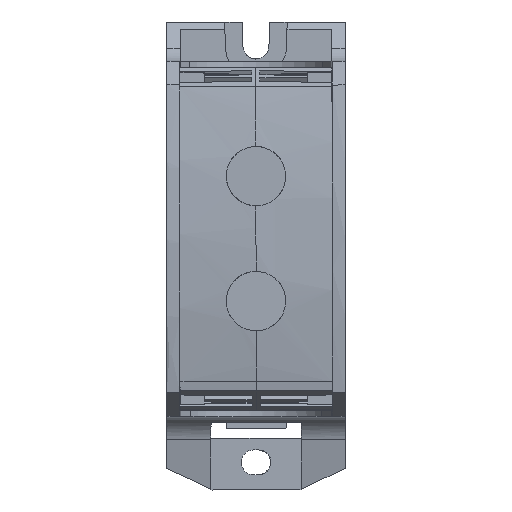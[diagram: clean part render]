
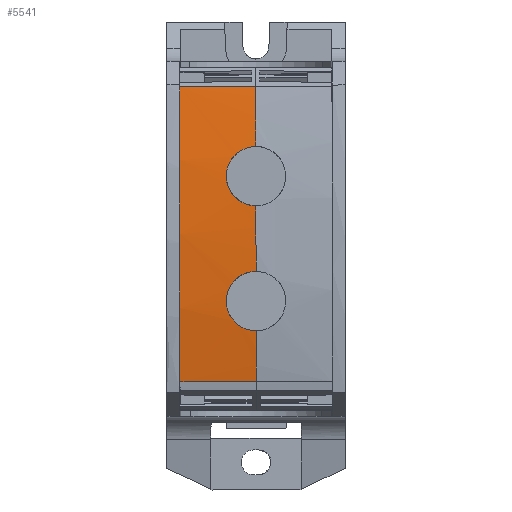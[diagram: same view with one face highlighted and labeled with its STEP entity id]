
A CAD part, top view. The second image highlights one B-rep face of the part: STEP entity #5541.
In plain terms, the highlighted conical face has half-angle 0.5 degrees and reference radius 218.7 mm.
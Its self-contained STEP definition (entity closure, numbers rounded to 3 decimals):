
#4237=AXIS2_PLACEMENT_3D('Cone Axis2P3D',#4234,#4235,#4236) ;
#4307=AXIS2_PLACEMENT_3D('Circle Axis2P3D',#4305,#4306,$) ;
#5047=AXIS2_PLACEMENT_3D('Circle Axis2P3D',#5045,#5046,$) ;
#5054=AXIS2_PLACEMENT_3D('Circle Axis2P3D',#5052,#5053,$) ;
#5107=AXIS2_PLACEMENT_3D('Circle Axis2P3D',#5105,#5106,$) ;
#5160=AXIS2_PLACEMENT_3D('Circle Axis2P3D',#5158,#5159,$) ;
#4133=CARTESIAN_POINT('Vertex',(22.522,27.153,79.2)) ;
#4234=CARTESIAN_POINT('Axis2P3D Location',(22.513,63.253,-136.5)) ;
#4239=CARTESIAN_POINT('Line Origine',(2487397.854,-2954.758,21488.422)) ;
#4243=CARTESIAN_POINT('Vertex',(3.349,27.176,79.035)) ;
#4305=CARTESIAN_POINT('Axis2P3D Location',(3.34,63.248,-136.5)) ;
#4309=CARTESIAN_POINT('Vertex',(3.331,101.569,78.647)) ;
#4979=CARTESIAN_POINT('Vertex',(22.504,101.671,78.799)) ;
#5045=CARTESIAN_POINT('Axis2P3D Location',(22.513,63.253,-136.5)) ;
#5049=CARTESIAN_POINT('Vertex',(22.506,94.003,80.027)) ;
#5052=CARTESIAN_POINT('Axis2P3D Location',(22.513,63.253,-136.5)) ;
#5056=CARTESIAN_POINT('Vertex',(22.508,86.492,80.962)) ;
#5102=CARTESIAN_POINT('Vertex',(22.511,71.519,82.044)) ;
#5105=CARTESIAN_POINT('Axis2P3D Location',(22.513,63.253,-136.5)) ;
#5109=CARTESIAN_POINT('Vertex',(22.515,54.987,82.044)) ;
#5155=CARTESIAN_POINT('Vertex',(22.519,40.013,80.962)) ;
#5158=CARTESIAN_POINT('Axis2P3D Location',(22.513,63.253,-136.5)) ;
#5429=CARTESIAN_POINT('Control Point',(22.519,40.013,80.962)) ;
#5430=CARTESIAN_POINT('Control Point',(21.605,40.013,80.954)) ;
#5431=CARTESIAN_POINT('Control Point',(20.69,40.16,80.961)) ;
#5432=CARTESIAN_POINT('Control Point',(19.79,40.458,80.986)) ;
#5433=CARTESIAN_POINT('Control Point',(18.928,40.929,81.026)) ;
#5434=CARTESIAN_POINT('Vertex',(18.928,40.929,81.026)) ;
#5438=CARTESIAN_POINT('Control Point',(18.928,40.929,81.026)) ;
#5439=CARTESIAN_POINT('Control Point',(17.963,41.456,81.072)) ;
#5440=CARTESIAN_POINT('Control Point',(17.052,42.196,81.138)) ;
#5441=CARTESIAN_POINT('Control Point',(16.219,43.213,81.229)) ;
#5442=CARTESIAN_POINT('Control Point',(15.654,44.508,81.335)) ;
#5443=CARTESIAN_POINT('Vertex',(15.654,44.508,81.335)) ;
#5447=CARTESIAN_POINT('Control Point',(15.654,44.508,81.335)) ;
#5448=CARTESIAN_POINT('Control Point',(15.283,45.358,81.405)) ;
#5449=CARTESIAN_POINT('Control Point',(15.021,46.314,81.481)) ;
#5450=CARTESIAN_POINT('Control Point',(14.923,47.359,81.559)) ;
#5451=CARTESIAN_POINT('Control Point',(15.02,48.392,81.631)) ;
#5452=CARTESIAN_POINT('Control Point',(15.26,49.339,81.694)) ;
#5453=CARTESIAN_POINT('Vertex',(15.26,49.339,81.694)) ;
#5457=CARTESIAN_POINT('Control Point',(15.26,49.339,81.694)) ;
#5458=CARTESIAN_POINT('Control Point',(15.604,50.696,81.783)) ;
#5459=CARTESIAN_POINT('Control Point',(16.268,51.863,81.852)) ;
#5460=CARTESIAN_POINT('Control Point',(17.054,52.734,81.9)) ;
#5461=CARTESIAN_POINT('Control Point',(17.913,53.403,81.938)) ;
#5462=CARTESIAN_POINT('Vertex',(17.913,53.403,81.938)) ;
#5466=CARTESIAN_POINT('Control Point',(17.913,53.403,81.938)) ;
#5467=CARTESIAN_POINT('Control Point',(18.974,54.232,81.985)) ;
#5468=CARTESIAN_POINT('Control Point',(20.14,54.734,82.013)) ;
#5469=CARTESIAN_POINT('Control Point',(21.326,54.986,82.033)) ;
#5470=CARTESIAN_POINT('Control Point',(22.515,54.987,82.044)) ;
#5473=CARTESIAN_POINT('Control Point',(17.908,73.1,81.938)) ;
#5474=CARTESIAN_POINT('Control Point',(18.97,72.272,81.985)) ;
#5475=CARTESIAN_POINT('Control Point',(20.136,71.77,82.013)) ;
#5476=CARTESIAN_POINT('Control Point',(21.322,71.518,82.033)) ;
#5477=CARTESIAN_POINT('Control Point',(22.511,71.519,82.044)) ;
#5478=CARTESIAN_POINT('Vertex',(17.908,73.1,81.938)) ;
#5482=CARTESIAN_POINT('Control Point',(15.253,77.163,81.694)) ;
#5483=CARTESIAN_POINT('Control Point',(15.598,75.806,81.783)) ;
#5484=CARTESIAN_POINT('Control Point',(16.262,74.639,81.852)) ;
#5485=CARTESIAN_POINT('Control Point',(17.049,73.769,81.9)) ;
#5486=CARTESIAN_POINT('Control Point',(17.908,73.1,81.938)) ;
#5487=CARTESIAN_POINT('Vertex',(15.253,77.163,81.694)) ;
#5491=CARTESIAN_POINT('Control Point',(15.645,81.994,81.335)) ;
#5492=CARTESIAN_POINT('Control Point',(15.275,81.143,81.405)) ;
#5493=CARTESIAN_POINT('Control Point',(15.013,80.188,81.481)) ;
#5494=CARTESIAN_POINT('Control Point',(14.916,79.143,81.559)) ;
#5495=CARTESIAN_POINT('Control Point',(15.013,78.11,81.631)) ;
#5496=CARTESIAN_POINT('Control Point',(15.253,77.163,81.694)) ;
#5497=CARTESIAN_POINT('Vertex',(15.645,81.994,81.335)) ;
#5501=CARTESIAN_POINT('Control Point',(18.917,85.574,81.026)) ;
#5502=CARTESIAN_POINT('Control Point',(17.952,85.047,81.072)) ;
#5503=CARTESIAN_POINT('Control Point',(17.042,84.307,81.138)) ;
#5504=CARTESIAN_POINT('Control Point',(16.209,83.29,81.229)) ;
#5505=CARTESIAN_POINT('Control Point',(15.645,81.994,81.335)) ;
#5506=CARTESIAN_POINT('Vertex',(18.917,85.574,81.026)) ;
#5510=CARTESIAN_POINT('Control Point',(22.508,86.492,80.962)) ;
#5511=CARTESIAN_POINT('Control Point',(21.594,86.492,80.954)) ;
#5512=CARTESIAN_POINT('Control Point',(20.679,86.345,80.961)) ;
#5513=CARTESIAN_POINT('Control Point',(19.779,86.046,80.986)) ;
#5514=CARTESIAN_POINT('Control Point',(18.917,85.574,81.026)) ;
#5517=CARTESIAN_POINT('Control Point',(3.331,101.569,78.647)) ;
#5518=CARTESIAN_POINT('Control Point',(9.722,101.603,78.697)) ;
#5519=CARTESIAN_POINT('Control Point',(16.113,101.637,78.748)) ;
#5520=CARTESIAN_POINT('Control Point',(22.504,101.671,78.799)) ;
#4235=DIRECTION('Axis2P3D Direction',(1.,0.,0.)) ;
#4236=DIRECTION('Axis2P3D XDirection',(0.,-0.165,0.986)) ;
#4240=DIRECTION('Vector Direction',(1.,-0.001,0.009)) ;
#4306=DIRECTION('Axis2P3D Direction',(1.,0.,0.)) ;
#5046=DIRECTION('Axis2P3D Direction',(-1.,0.,0.)) ;
#5053=DIRECTION('Axis2P3D Direction',(-1.,0.,0.)) ;
#5106=DIRECTION('Axis2P3D Direction',(-1.,0.,0.)) ;
#5159=DIRECTION('Axis2P3D Direction',(-1.,0.,0.)) ;
#4241=VECTOR('Line Direction',#4240,1.) ;
#5523=ORIENTED_EDGE('',*,*,#4311,.T.) ;
#5524=ORIENTED_EDGE('',*,*,#4245,.F.) ;
#5525=ORIENTED_EDGE('',*,*,#5162,.F.) ;
#5526=ORIENTED_EDGE('',*,*,#5436,.T.) ;
#5527=ORIENTED_EDGE('',*,*,#5445,.T.) ;
#5528=ORIENTED_EDGE('',*,*,#5455,.T.) ;
#5529=ORIENTED_EDGE('',*,*,#5464,.T.) ;
#5530=ORIENTED_EDGE('',*,*,#5471,.T.) ;
#5531=ORIENTED_EDGE('',*,*,#5111,.F.) ;
#5532=ORIENTED_EDGE('',*,*,#5480,.F.) ;
#5533=ORIENTED_EDGE('',*,*,#5489,.F.) ;
#5534=ORIENTED_EDGE('',*,*,#5499,.F.) ;
#5535=ORIENTED_EDGE('',*,*,#5508,.F.) ;
#5536=ORIENTED_EDGE('',*,*,#5515,.F.) ;
#5537=ORIENTED_EDGE('',*,*,#5058,.F.) ;
#5538=ORIENTED_EDGE('',*,*,#5051,.F.) ;
#5539=ORIENTED_EDGE('',*,*,#5521,.F.) ;
#5541=ADVANCED_FACE('Koerper.2',(#5540),#4238,.T.) ;
#5428=B_SPLINE_CURVE_WITH_KNOTS('',4,(#5429,#5430,#5431,#5432,#5433),.UNSPECIFIED.,.F.,.U.,(5,5),(0.,5.241),.UNSPECIFIED.) ;
#5437=B_SPLINE_CURVE_WITH_KNOTS('',4,(#5438,#5439,#5440,#5441,#5442),.UNSPECIFIED.,.F.,.U.,(5,5),(0.,6.235),.UNSPECIFIED.) ;
#5446=B_SPLINE_CURVE_WITH_KNOTS('',5,(#5447,#5448,#5449,#5450,#5451,#5452),.UNSPECIFIED.,.F.,.U.,(6,6),(0.,5.571),.UNSPECIFIED.) ;
#5456=B_SPLINE_CURVE_WITH_KNOTS('',4,(#5457,#5458,#5459,#5460,#5461),.UNSPECIFIED.,.F.,.U.,(5,5),(0.,6.006),.UNSPECIFIED.) ;
#5465=B_SPLINE_CURVE_WITH_KNOTS('',4,(#5466,#5467,#5468,#5469,#5470),.UNSPECIFIED.,.F.,.U.,(5,5),(0.,6.865),.UNSPECIFIED.) ;
#5472=B_SPLINE_CURVE_WITH_KNOTS('',4,(#5473,#5474,#5475,#5476,#5477),.UNSPECIFIED.,.F.,.U.,(5,5),(0.,6.865),.UNSPECIFIED.) ;
#5481=B_SPLINE_CURVE_WITH_KNOTS('',4,(#5482,#5483,#5484,#5485,#5486),.UNSPECIFIED.,.F.,.U.,(5,5),(0.,6.006),.UNSPECIFIED.) ;
#5490=B_SPLINE_CURVE_WITH_KNOTS('',5,(#5491,#5492,#5493,#5494,#5495,#5496),.UNSPECIFIED.,.F.,.U.,(6,6),(0.,5.571),.UNSPECIFIED.) ;
#5500=B_SPLINE_CURVE_WITH_KNOTS('',4,(#5501,#5502,#5503,#5504,#5505),.UNSPECIFIED.,.F.,.U.,(5,5),(0.,6.235),.UNSPECIFIED.) ;
#5509=B_SPLINE_CURVE_WITH_KNOTS('',4,(#5510,#5511,#5512,#5513,#5514),.UNSPECIFIED.,.F.,.U.,(5,5),(0.,5.241),.UNSPECIFIED.) ;
#5516=B_SPLINE_CURVE_WITH_KNOTS('',3,(#5517,#5518,#5519,#5520),.UNSPECIFIED.,.F.,.U.,(4,4),(0.,27.116),.UNSPECIFIED.) ;
#4308=CIRCLE('generated circle',#4307,218.533) ;
#5048=CIRCLE('generated circle',#5047,218.7) ;
#5055=CIRCLE('generated circle',#5054,218.7) ;
#5108=CIRCLE('generated circle',#5107,218.7) ;
#5161=CIRCLE('generated circle',#5160,218.7) ;
#4238=CONICAL_SURFACE('Cone',#4237,218.7,0.009) ;
#4245=EDGE_CURVE('',#4134,#4244,#4242,.F.) ;
#4311=EDGE_CURVE('',#4310,#4244,#4308,.T.) ;
#5051=EDGE_CURVE('',#4980,#5050,#5048,.F.) ;
#5058=EDGE_CURVE('',#5050,#5057,#5055,.F.) ;
#5111=EDGE_CURVE('',#5103,#5110,#5108,.F.) ;
#5162=EDGE_CURVE('',#5156,#4134,#5161,.F.) ;
#5436=EDGE_CURVE('',#5156,#5435,#5428,.T.) ;
#5445=EDGE_CURVE('',#5435,#5444,#5437,.T.) ;
#5455=EDGE_CURVE('',#5444,#5454,#5446,.T.) ;
#5464=EDGE_CURVE('',#5454,#5463,#5456,.T.) ;
#5471=EDGE_CURVE('',#5463,#5110,#5465,.T.) ;
#5480=EDGE_CURVE('',#5479,#5103,#5472,.T.) ;
#5489=EDGE_CURVE('',#5488,#5479,#5481,.T.) ;
#5499=EDGE_CURVE('',#5498,#5488,#5490,.T.) ;
#5508=EDGE_CURVE('',#5507,#5498,#5500,.T.) ;
#5515=EDGE_CURVE('',#5057,#5507,#5509,.T.) ;
#5521=EDGE_CURVE('',#4310,#4980,#5516,.T.) ;
#5522=EDGE_LOOP('',(#5523,#5524,#5525,#5526,#5527,#5528,#5529,#5530,#5531,#5532,#5533,#5534,#5535,#5536,#5537,#5538,#5539)) ;
#5540=FACE_OUTER_BOUND('',#5522,.T.) ;
#4242=LINE('Line',#4239,#4241) ;
#4134=VERTEX_POINT('',#4133) ;
#4244=VERTEX_POINT('',#4243) ;
#4310=VERTEX_POINT('',#4309) ;
#4980=VERTEX_POINT('',#4979) ;
#5050=VERTEX_POINT('',#5049) ;
#5057=VERTEX_POINT('',#5056) ;
#5103=VERTEX_POINT('',#5102) ;
#5110=VERTEX_POINT('',#5109) ;
#5156=VERTEX_POINT('',#5155) ;
#5435=VERTEX_POINT('',#5434) ;
#5444=VERTEX_POINT('',#5443) ;
#5454=VERTEX_POINT('',#5453) ;
#5463=VERTEX_POINT('',#5462) ;
#5479=VERTEX_POINT('',#5478) ;
#5488=VERTEX_POINT('',#5487) ;
#5498=VERTEX_POINT('',#5497) ;
#5507=VERTEX_POINT('',#5506) ;
